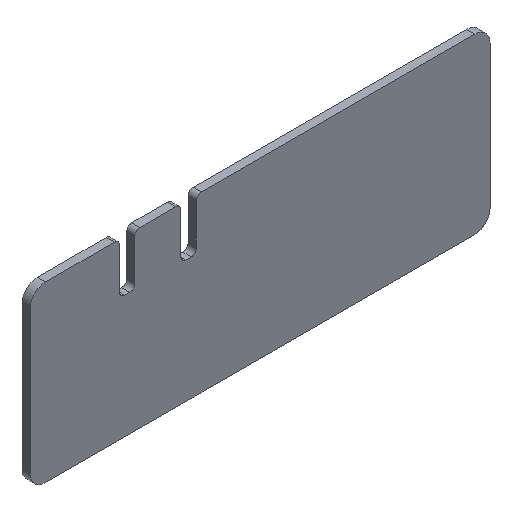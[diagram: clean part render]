
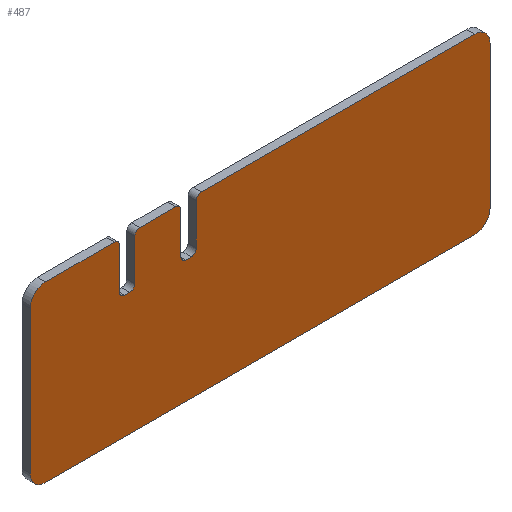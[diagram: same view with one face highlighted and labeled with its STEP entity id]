
A CAD part, isometric view. The second image highlights one B-rep face of the part: STEP entity #487.
In plain terms, the highlighted planar face has unit normal (0, -1, 0).
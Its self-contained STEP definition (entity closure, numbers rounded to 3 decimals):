
#20=PLANE('',#537);
#39=FACE_OUTER_BOUND('',#65,.T.);
#65=EDGE_LOOP('',(#361,#362,#363,#364,#365,#366,#367,#368,#369,#370,#371,
#372,#373,#374,#375,#376,#377,#378,#379,#380,#381,#382,#383,#384));
#85=LINE('',#732,#133);
#88=LINE('',#743,#136);
#94=LINE('',#759,#142);
#97=LINE('',#770,#145);
#101=LINE('',#783,#149);
#104=LINE('',#788,#152);
#105=LINE('',#792,#153);
#106=LINE('',#795,#154);
#107=LINE('',#799,#155);
#108=LINE('',#803,#156);
#109=LINE('',#807,#157);
#110=LINE('',#811,#158);
#133=VECTOR('',#581,10.);
#136=VECTOR('',#592,10.);
#142=VECTOR('',#606,10.);
#145=VECTOR('',#617,10.);
#149=VECTOR('',#629,10.);
#152=VECTOR('',#634,10.);
#153=VECTOR('',#637,10.);
#154=VECTOR('',#640,10.);
#155=VECTOR('',#643,10.);
#156=VECTOR('',#646,10.);
#157=VECTOR('',#649,10.);
#158=VECTOR('',#652,10.);
#178=CIRCLE('',#519,1.);
#180=CIRCLE('',#523,1.);
#182=CIRCLE('',#527,1.);
#184=CIRCLE('',#531,1.);
#185=CIRCLE('',#534,1.);
#187=CIRCLE('',#538,1.);
#188=CIRCLE('',#539,1.);
#189=CIRCLE('',#540,1.);
#190=CIRCLE('',#541,3.);
#191=CIRCLE('',#542,3.);
#192=CIRCLE('',#543,3.);
#193=CIRCLE('',#544,3.);
#203=VERTEX_POINT('',#722);
#204=VERTEX_POINT('',#724);
#206=VERTEX_POINT('',#730);
#209=VERTEX_POINT('',#737);
#210=VERTEX_POINT('',#739);
#213=VERTEX_POINT('',#749);
#214=VERTEX_POINT('',#751);
#216=VERTEX_POINT('',#757);
#219=VERTEX_POINT('',#764);
#220=VERTEX_POINT('',#766);
#221=VERTEX_POINT('',#773);
#222=VERTEX_POINT('',#774);
#225=VERTEX_POINT('',#782);
#227=VERTEX_POINT('',#789);
#228=VERTEX_POINT('',#791);
#229=VERTEX_POINT('',#793);
#230=VERTEX_POINT('',#796);
#231=VERTEX_POINT('',#798);
#232=VERTEX_POINT('',#800);
#233=VERTEX_POINT('',#802);
#234=VERTEX_POINT('',#804);
#235=VERTEX_POINT('',#806);
#236=VERTEX_POINT('',#808);
#237=VERTEX_POINT('',#810);
#251=EDGE_CURVE('',#203,#204,#178,.T.);
#255=EDGE_CURVE('',#203,#206,#85,.T.);
#258=EDGE_CURVE('',#209,#210,#180,.T.);
#260=EDGE_CURVE('',#209,#204,#88,.T.);
#264=EDGE_CURVE('',#213,#214,#182,.T.);
#268=EDGE_CURVE('',#213,#216,#94,.T.);
#271=EDGE_CURVE('',#219,#220,#184,.T.);
#273=EDGE_CURVE('',#219,#214,#97,.T.);
#275=EDGE_CURVE('',#221,#222,#185,.T.);
#279=EDGE_CURVE('',#222,#225,#101,.T.);
#282=EDGE_CURVE('',#221,#220,#104,.T.);
#283=EDGE_CURVE('',#227,#216,#187,.T.);
#284=EDGE_CURVE('',#228,#227,#105,.T.);
#285=EDGE_CURVE('',#229,#228,#188,.T.);
#286=EDGE_CURVE('',#229,#210,#106,.T.);
#287=EDGE_CURVE('',#230,#206,#189,.T.);
#288=EDGE_CURVE('',#231,#230,#107,.T.);
#289=EDGE_CURVE('',#232,#231,#190,.T.);
#290=EDGE_CURVE('',#233,#232,#108,.T.);
#291=EDGE_CURVE('',#234,#233,#191,.T.);
#292=EDGE_CURVE('',#235,#234,#109,.T.);
#293=EDGE_CURVE('',#236,#235,#192,.T.);
#294=EDGE_CURVE('',#237,#236,#110,.T.);
#295=EDGE_CURVE('',#225,#237,#193,.T.);
#361=ORIENTED_EDGE('',*,*,#275,.F.);
#362=ORIENTED_EDGE('',*,*,#282,.T.);
#363=ORIENTED_EDGE('',*,*,#271,.F.);
#364=ORIENTED_EDGE('',*,*,#273,.T.);
#365=ORIENTED_EDGE('',*,*,#264,.F.);
#366=ORIENTED_EDGE('',*,*,#268,.T.);
#367=ORIENTED_EDGE('',*,*,#283,.F.);
#368=ORIENTED_EDGE('',*,*,#284,.F.);
#369=ORIENTED_EDGE('',*,*,#285,.F.);
#370=ORIENTED_EDGE('',*,*,#286,.T.);
#371=ORIENTED_EDGE('',*,*,#258,.F.);
#372=ORIENTED_EDGE('',*,*,#260,.T.);
#373=ORIENTED_EDGE('',*,*,#251,.F.);
#374=ORIENTED_EDGE('',*,*,#255,.T.);
#375=ORIENTED_EDGE('',*,*,#287,.F.);
#376=ORIENTED_EDGE('',*,*,#288,.F.);
#377=ORIENTED_EDGE('',*,*,#289,.F.);
#378=ORIENTED_EDGE('',*,*,#290,.F.);
#379=ORIENTED_EDGE('',*,*,#291,.F.);
#380=ORIENTED_EDGE('',*,*,#292,.F.);
#381=ORIENTED_EDGE('',*,*,#293,.F.);
#382=ORIENTED_EDGE('',*,*,#294,.F.);
#383=ORIENTED_EDGE('',*,*,#295,.F.);
#384=ORIENTED_EDGE('',*,*,#279,.F.);
#487=ADVANCED_FACE('',(#39),#20,.F.);
#519=AXIS2_PLACEMENT_3D('',#725,#574,#575);
#523=AXIS2_PLACEMENT_3D('',#740,#587,#588);
#527=AXIS2_PLACEMENT_3D('',#752,#599,#600);
#531=AXIS2_PLACEMENT_3D('',#767,#612,#613);
#534=AXIS2_PLACEMENT_3D('',#775,#621,#622);
#537=AXIS2_PLACEMENT_3D('',#787,#632,#633);
#538=AXIS2_PLACEMENT_3D('',#790,#635,#636);
#539=AXIS2_PLACEMENT_3D('',#794,#638,#639);
#540=AXIS2_PLACEMENT_3D('',#797,#641,#642);
#541=AXIS2_PLACEMENT_3D('',#801,#644,#645);
#542=AXIS2_PLACEMENT_3D('',#805,#647,#648);
#543=AXIS2_PLACEMENT_3D('',#809,#650,#651);
#544=AXIS2_PLACEMENT_3D('',#812,#653,#654);
#574=DIRECTION('center_axis',(0.,-1.,0.));
#575=DIRECTION('ref_axis',(-0.707,0.,-0.707));
#581=DIRECTION('',(0.,0.,1.));
#587=DIRECTION('center_axis',(0.,-1.,0.));
#588=DIRECTION('ref_axis',(0.707,0.,-0.707));
#592=DIRECTION('',(-1.,0.,0.));
#599=DIRECTION('center_axis',(0.,-1.,0.));
#600=DIRECTION('ref_axis',(-0.707,0.,-0.707));
#606=DIRECTION('',(0.,0.,1.));
#612=DIRECTION('center_axis',(0.,-1.,0.));
#613=DIRECTION('ref_axis',(0.707,0.,-0.707));
#617=DIRECTION('',(-1.,0.,0.));
#621=DIRECTION('center_axis',(0.,1.,0.));
#622=DIRECTION('ref_axis',(-0.707,0.,0.707));
#629=DIRECTION('',(1.,0.,0.));
#632=DIRECTION('center_axis',(0.,1.,0.));
#633=DIRECTION('ref_axis',(1.,0.,0.));
#634=DIRECTION('',(0.,0.,-1.));
#635=DIRECTION('center_axis',(0.,1.,0.));
#636=DIRECTION('ref_axis',(0.707,0.,0.707));
#637=DIRECTION('',(1.,0.,0.));
#638=DIRECTION('center_axis',(0.,1.,0.));
#639=DIRECTION('ref_axis',(-0.707,0.,0.707));
#640=DIRECTION('',(0.,0.,-1.));
#641=DIRECTION('center_axis',(0.,1.,0.));
#642=DIRECTION('ref_axis',(0.707,0.,0.707));
#643=DIRECTION('',(1.,0.,0.));
#644=DIRECTION('center_axis',(0.,1.,0.));
#645=DIRECTION('ref_axis',(-1.,0.,0.));
#646=DIRECTION('',(0.,0.,1.));
#647=DIRECTION('center_axis',(0.,1.,0.));
#648=DIRECTION('ref_axis',(0.,0.,-1.));
#649=DIRECTION('',(-1.,0.,0.));
#650=DIRECTION('center_axis',(0.,1.,0.));
#651=DIRECTION('ref_axis',(1.,0.,0.));
#652=DIRECTION('',(0.,0.,-1.));
#653=DIRECTION('center_axis',(0.,1.,0.));
#654=DIRECTION('ref_axis',(0.,0.,1.));
#722=CARTESIAN_POINT('',(-27.5,0.,8.));
#724=CARTESIAN_POINT('',(-26.5,0.,7.));
#725=CARTESIAN_POINT('Origin',(-26.5,0.,8.));
#730=CARTESIAN_POINT('',(-27.5,0.,16.));
#732=CARTESIAN_POINT('',(-27.5,0.,8.5));
#737=CARTESIAN_POINT('',(-25.5,0.,7.));
#739=CARTESIAN_POINT('',(-24.5,0.,8.));
#740=CARTESIAN_POINT('Origin',(-25.5,0.,8.));
#743=CARTESIAN_POINT('',(-13.75,0.,7.));
#749=CARTESIAN_POINT('',(-15.5,0.,8.));
#751=CARTESIAN_POINT('',(-14.5,0.,7.));
#752=CARTESIAN_POINT('Origin',(-14.5,0.,8.));
#757=CARTESIAN_POINT('',(-15.5,0.,16.));
#759=CARTESIAN_POINT('',(-15.5,0.,8.5));
#764=CARTESIAN_POINT('',(-13.5,0.,7.));
#766=CARTESIAN_POINT('',(-12.5,0.,8.));
#767=CARTESIAN_POINT('Origin',(-13.5,0.,8.));
#770=CARTESIAN_POINT('',(-7.75,0.,7.));
#773=CARTESIAN_POINT('',(-12.5,0.,16.));
#774=CARTESIAN_POINT('',(-11.5,0.,17.));
#775=CARTESIAN_POINT('Origin',(-11.5,0.,16.));
#782=CARTESIAN_POINT('',(42.,0.,17.));
#783=CARTESIAN_POINT('',(-42.,0.,17.));
#787=CARTESIAN_POINT('Origin',(0.,0.,0.));
#788=CARTESIAN_POINT('',(-12.5,0.,3.5));
#789=CARTESIAN_POINT('',(-16.5,0.,17.));
#790=CARTESIAN_POINT('Origin',(-16.5,0.,16.));
#791=CARTESIAN_POINT('',(-23.5,0.,17.));
#792=CARTESIAN_POINT('',(-42.,0.,17.));
#793=CARTESIAN_POINT('',(-24.5,0.,16.));
#794=CARTESIAN_POINT('Origin',(-23.5,0.,16.));
#795=CARTESIAN_POINT('',(-24.5,0.,3.5));
#796=CARTESIAN_POINT('',(-28.5,0.,17.));
#797=CARTESIAN_POINT('Origin',(-28.5,0.,16.));
#798=CARTESIAN_POINT('',(-42.,0.,17.));
#799=CARTESIAN_POINT('',(-42.,0.,17.));
#800=CARTESIAN_POINT('',(-45.,0.,14.));
#801=CARTESIAN_POINT('Origin',(-42.,0.,14.));
#802=CARTESIAN_POINT('',(-45.,0.,-14.));
#803=CARTESIAN_POINT('',(-45.,0.,-14.));
#804=CARTESIAN_POINT('',(-42.,0.,-17.));
#805=CARTESIAN_POINT('Origin',(-42.,0.,-14.));
#806=CARTESIAN_POINT('',(42.,0.,-17.));
#807=CARTESIAN_POINT('',(42.,0.,-17.));
#808=CARTESIAN_POINT('',(45.,0.,-14.));
#809=CARTESIAN_POINT('Origin',(42.,0.,-14.));
#810=CARTESIAN_POINT('',(45.,0.,14.));
#811=CARTESIAN_POINT('',(45.,0.,14.));
#812=CARTESIAN_POINT('Origin',(42.,0.,14.));
